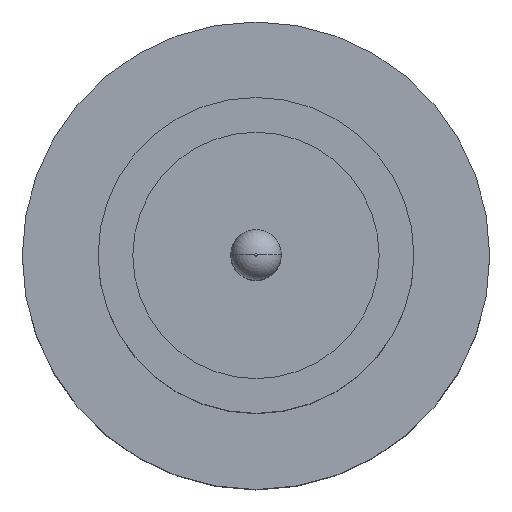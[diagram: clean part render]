
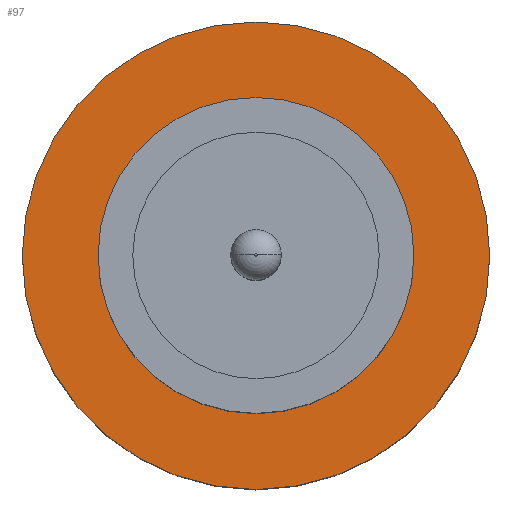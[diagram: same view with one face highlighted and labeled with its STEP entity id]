
A CAD part, top view. The second image highlights one B-rep face of the part: STEP entity #97.
In plain terms, the highlighted planar face has unit normal (0, 0, 1).
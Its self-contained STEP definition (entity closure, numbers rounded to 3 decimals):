
#36 = DIRECTION ( 'NONE',  ( 0., 0., 1. ) ) ;
#55 = CIRCLE ( 'NONE', #58, 1.25 ) ;
#58 = AXIS2_PLACEMENT_3D ( 'NONE', #159, #427, #579 ) ;
#83 = VERTEX_POINT ( 'NONE', #325 ) ;
#97 = ADVANCED_FACE ( 'NONE', ( #407, #741 ), #517, .T. ) ;
#102 = CARTESIAN_POINT ( 'NONE',  ( -1.85, 0., 1.55 ) ) ;
#112 = CARTESIAN_POINT ( 'NONE',  ( 0., 0., 1.55 ) ) ;
#159 = CARTESIAN_POINT ( 'NONE',  ( 0., 0., 1.55 ) ) ;
#191 = DIRECTION ( 'NONE',  ( 1., 0., 0. ) ) ;
#197 = CIRCLE ( 'NONE', #744, 1.25 ) ;
#222 = EDGE_CURVE ( 'NONE', #561, #83, #55, .T. ) ;
#236 = CIRCLE ( 'NONE', #820, 1.85 ) ;
#251 = ORIENTED_EDGE ( 'NONE', *, *, #493, .F. ) ;
#256 = CIRCLE ( 'NONE', #556, 1.85 ) ;
#273 = ORIENTED_EDGE ( 'NONE', *, *, #732, .T. ) ;
#298 = DIRECTION ( 'NONE',  ( 1., 0., 0. ) ) ;
#321 = DIRECTION ( 'NONE',  ( 1., 0., 0. ) ) ;
#325 = CARTESIAN_POINT ( 'NONE',  ( -1.25, 0., 1.55 ) ) ;
#407 = FACE_BOUND ( 'NONE', #770, .T. ) ;
#424 = CARTESIAN_POINT ( 'NONE',  ( 0., 0., 1.55 ) ) ;
#427 = DIRECTION ( 'NONE',  ( 0., 0., 1. ) ) ;
#428 = DIRECTION ( 'NONE',  ( 0., 0., 1. ) ) ;
#448 = CARTESIAN_POINT ( 'NONE',  ( 1.25, 0., 1.55 ) ) ;
#488 = ORIENTED_EDGE ( 'NONE', *, *, #771, .T. ) ;
#493 = EDGE_CURVE ( 'NONE', #83, #561, #197, .T. ) ;
#514 = EDGE_LOOP ( 'NONE', ( #273, #488 ) ) ;
#517 = PLANE ( 'NONE',  #692 ) ;
#527 = DIRECTION ( 'NONE',  ( 1., 0., 0. ) ) ;
#529 = DIRECTION ( 'NONE',  ( 0., 0., 1. ) ) ;
#544 = CARTESIAN_POINT ( 'NONE',  ( 0., 0., 1.55 ) ) ;
#556 = AXIS2_PLACEMENT_3D ( 'NONE', #112, #604, #191 ) ;
#561 = VERTEX_POINT ( 'NONE', #448 ) ;
#566 = VERTEX_POINT ( 'NONE', #102 ) ;
#579 = DIRECTION ( 'NONE',  ( 1., 0., 0. ) ) ;
#604 = DIRECTION ( 'NONE',  ( 0., 0., 1. ) ) ;
#665 = CARTESIAN_POINT ( 'NONE',  ( 1.85, 0., 1.55 ) ) ;
#692 = AXIS2_PLACEMENT_3D ( 'NONE', #872, #529, #321 ) ;
#731 = VERTEX_POINT ( 'NONE', #665 ) ;
#732 = EDGE_CURVE ( 'NONE', #566, #731, #256, .T. ) ;
#741 = FACE_OUTER_BOUND ( 'NONE', #514, .T. ) ;
#744 = AXIS2_PLACEMENT_3D ( 'NONE', #424, #428, #298 ) ;
#751 = ORIENTED_EDGE ( 'NONE', *, *, #222, .F. ) ;
#770 = EDGE_LOOP ( 'NONE', ( #751, #251 ) ) ;
#771 = EDGE_CURVE ( 'NONE', #731, #566, #236, .T. ) ;
#820 = AXIS2_PLACEMENT_3D ( 'NONE', #544, #36, #527 ) ;
#872 = CARTESIAN_POINT ( 'NONE',  ( 0., 0., 1.55 ) ) ;
